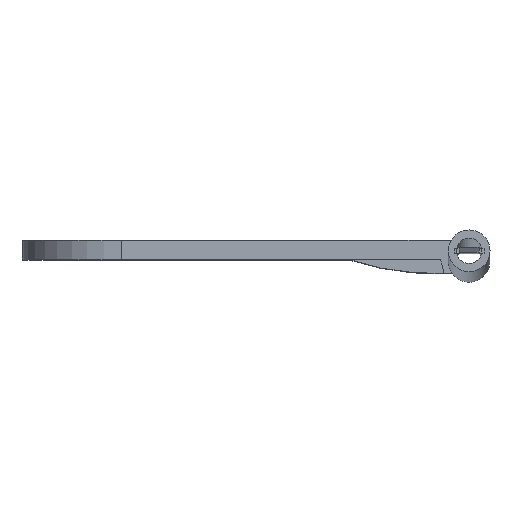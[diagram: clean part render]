
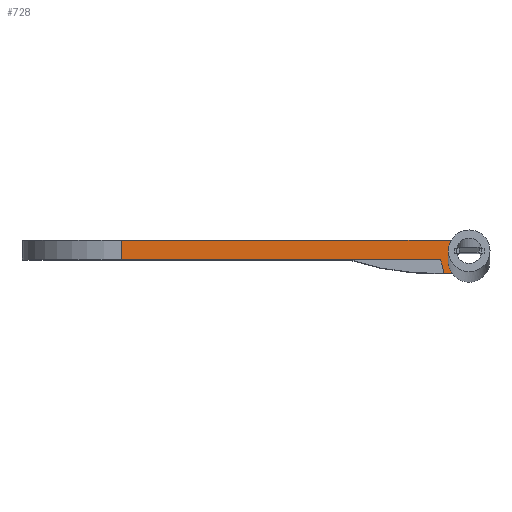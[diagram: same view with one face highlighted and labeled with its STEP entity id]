
A CAD part, top view. The second image highlights one B-rep face of the part: STEP entity #728.
In plain terms, the highlighted planar face has unit normal (0, 0, 1).
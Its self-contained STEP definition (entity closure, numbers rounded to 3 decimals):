
#37=CIRCLE('',#791,0.21);
#38=CIRCLE('',#792,0.21);
#68=FACE_OUTER_BOUND('',#106,.T.);
#106=EDGE_LOOP('',(#574,#575,#576,#577,#578,#579,#580));
#179=LINE('',#1154,#262);
#180=LINE('',#1156,#263);
#181=LINE('',#1158,#264);
#182=LINE('',#1160,#265);
#183=LINE('',#1161,#266);
#262=VECTOR('',#938,10.);
#263=VECTOR('',#939,10.);
#264=VECTOR('',#940,10.);
#265=VECTOR('',#941,10.);
#266=VECTOR('',#942,10.);
#335=VERTEX_POINT('',#1148);
#336=VERTEX_POINT('',#1149);
#337=VERTEX_POINT('',#1151);
#338=VERTEX_POINT('',#1153);
#339=VERTEX_POINT('',#1155);
#340=VERTEX_POINT('',#1157);
#341=VERTEX_POINT('',#1159);
#425=EDGE_CURVE('',#335,#336,#37,.T.);
#426=EDGE_CURVE('',#336,#337,#38,.T.);
#427=EDGE_CURVE('',#338,#337,#179,.T.);
#428=EDGE_CURVE('',#339,#338,#180,.T.);
#429=EDGE_CURVE('',#339,#340,#181,.T.);
#430=EDGE_CURVE('',#340,#341,#182,.T.);
#431=EDGE_CURVE('',#341,#335,#183,.T.);
#574=ORIENTED_EDGE('',*,*,#425,.T.);
#575=ORIENTED_EDGE('',*,*,#426,.T.);
#576=ORIENTED_EDGE('',*,*,#427,.F.);
#577=ORIENTED_EDGE('',*,*,#428,.F.);
#578=ORIENTED_EDGE('',*,*,#429,.T.);
#579=ORIENTED_EDGE('',*,*,#430,.T.);
#580=ORIENTED_EDGE('',*,*,#431,.T.);
#697=PLANE('',#790);
#728=ADVANCED_FACE('',(#68),#697,.T.);
#790=AXIS2_PLACEMENT_3D('',#1147,#932,#933);
#791=AXIS2_PLACEMENT_3D('',#1150,#934,#935);
#792=AXIS2_PLACEMENT_3D('',#1152,#936,#937);
#932=DIRECTION('center_axis',(0.,0.,1.));
#933=DIRECTION('ref_axis',(1.,0.,0.));
#934=DIRECTION('center_axis',(0.,0.,-1.));
#935=DIRECTION('ref_axis',(1.,0.,0.));
#936=DIRECTION('center_axis',(0.,0.,-1.));
#937=DIRECTION('ref_axis',(1.,0.,0.));
#938=DIRECTION('',(1.,0.,0.));
#939=DIRECTION('',(0.,1.,0.));
#940=DIRECTION('',(1.,0.,0.));
#941=DIRECTION('',(0.259,-0.966,0.));
#942=DIRECTION('',(1.,0.,0.));
#1147=CARTESIAN_POINT('Origin',(-3.5,0.,2.));
#1148=CARTESIAN_POINT('',(-0.167,-0.137,2.));
#1149=CARTESIAN_POINT('',(-0.21,-0.01,2.));
#1150=CARTESIAN_POINT('Origin',(0.,-0.01,2.));
#1151=CARTESIAN_POINT('',(0.,0.2,2.));
#1152=CARTESIAN_POINT('Origin',(0.,-0.01,2.));
#1153=CARTESIAN_POINT('',(-3.5,0.2,2.));
#1154=CARTESIAN_POINT('',(-3.5,0.2,2.));
#1155=CARTESIAN_POINT('',(-3.5,0.,2.));
#1156=CARTESIAN_POINT('',(-3.5,0.,2.));
#1157=CARTESIAN_POINT('',(-0.287,0.,2.));
#1158=CARTESIAN_POINT('',(-3.5,0.,2.));
#1159=CARTESIAN_POINT('',(-0.25,-0.137,2.));
#1160=CARTESIAN_POINT('',(-0.287,0.,2.));
#1161=CARTESIAN_POINT('',(-0.25,-0.137,2.));
